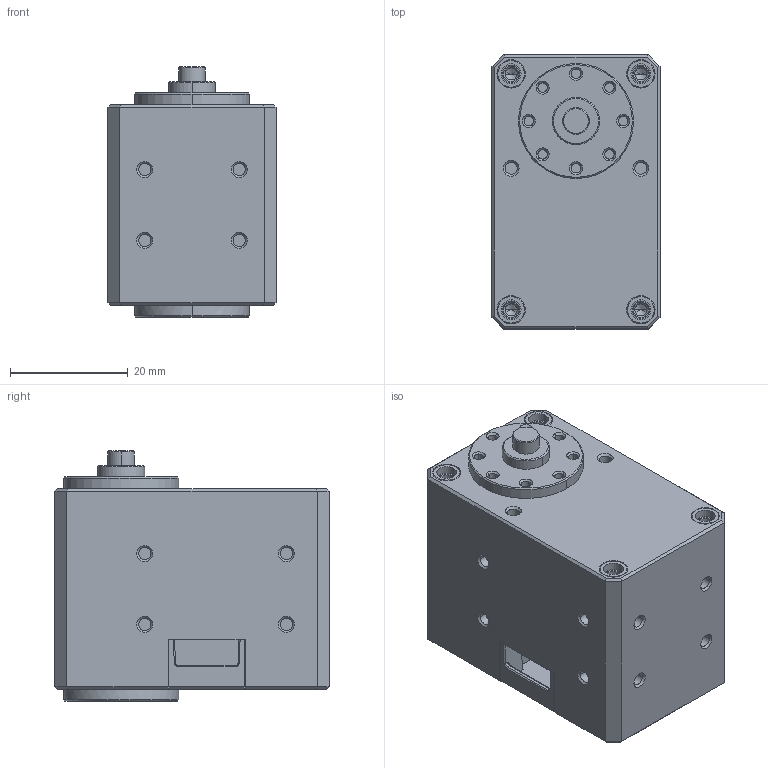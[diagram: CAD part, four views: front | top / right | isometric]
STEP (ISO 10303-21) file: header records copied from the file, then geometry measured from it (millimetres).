
FILE_DESCRIPTION((''),'2;1');
FILE_NAME('X-430_IDLE_20160516_ASM','2016-05-16T',('RICK'),(''),'PRO/ENGINEER BY PARAMETRIC TECHNOLOGY CORPORATION, 2013410','PRO/ENGINEER BY PARAMETRIC TECHNOLOGY CORPORATION, 2013410','');
FILE_SCHEMA(('CONFIG_CONTROL_DESIGN'));
Length unit declared in the file: millimetre
Products named in the file (4): X-430_IDLE; X-430_SPACER_RING; X-430_CVR_CABLE; X-430_IDLE_20160516_ASM
Assembly tree (10 placements, depth 2):
  X-430_IDLE_20160516_ASM
    X-430_IDLE
    X-430_SPACER_RING  x8
    X-430_CVR_CABLE
Bounding box: 28.5 x 46.5 x 42.4 mm (x, y, z)
Volume: 44035.7 mm3; surface area: 11423.2 mm2
Topology: 10 solids, 10 shells, 589 faces, 1370 edges, 844 vertices
Faces by surface type: plane 231, cylinder 187, cone 163, torus 4, extrusion 2, bspline 2
Entity records: 13145 total; most frequent: DIRECTION 2379, CARTESIAN_POINT 2337, ORIENTED_EDGE 2088, EDGE_CURVE 1044, AXIS2_PLACEMENT_3D 878, VERTEX_POINT 648, VECTOR 623, LINE 621
